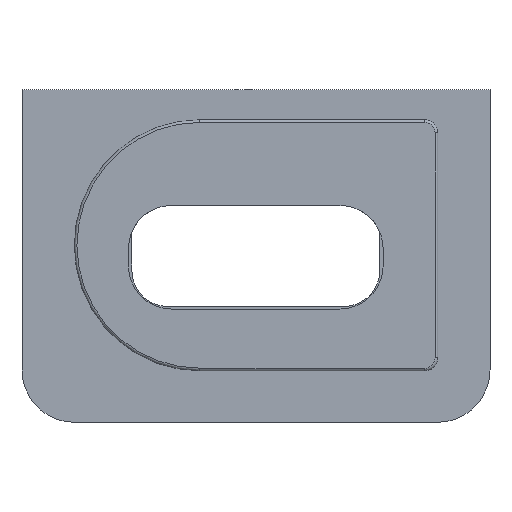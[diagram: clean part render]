
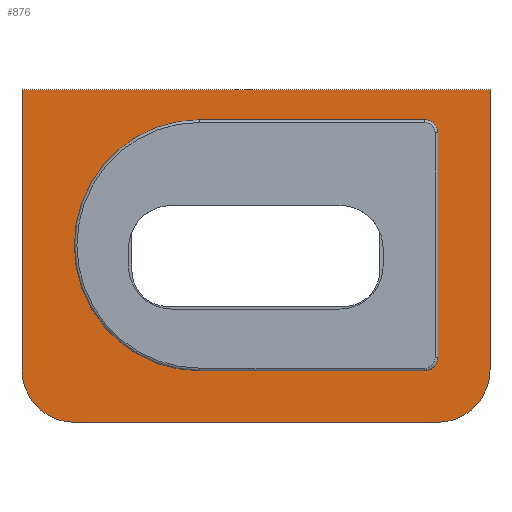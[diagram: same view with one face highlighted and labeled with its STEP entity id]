
A CAD part, front view. The second image highlights one B-rep face of the part: STEP entity #876.
In plain terms, the highlighted planar face has unit normal (0, -1, 0).
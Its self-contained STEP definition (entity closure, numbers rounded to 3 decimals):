
#16=FACE_BOUND('',#334,.T.);
#46=PLANE('',#962);
#57=LINE('',#1288,#144);
#119=LINE('',#1454,#206);
#120=LINE('',#1456,#207);
#123=LINE('',#1464,#210);
#126=LINE('',#1470,#213);
#129=LINE('',#1476,#216);
#133=LINE('',#1488,#220);
#144=VECTOR('',#1015,10.);
#206=VECTOR('',#1179,10.);
#207=VECTOR('',#1182,10.);
#210=VECTOR('',#1187,10.);
#213=VECTOR('',#1192,10.);
#216=VECTOR('',#1197,10.);
#220=VECTOR('',#1209,10.);
#284=FACE_OUTER_BOUND('',#333,.T.);
#333=EDGE_LOOP('',(#793,#794,#795,#796,#797,#798));
#334=EDGE_LOOP('',(#799,#800,#801,#802,#803,#804));
#349=CIRCLE('',#898,0.5);
#350=CIRCLE('',#901,4.8);
#369=CIRCLE('',#949,0.5);
#371=CIRCLE('',#957,2.);
#373=CIRCLE('',#961,2.);
#387=VERTEX_POINT('',#1280);
#388=VERTEX_POINT('',#1282);
#389=VERTEX_POINT('',#1286);
#390=VERTEX_POINT('',#1290);
#441=VERTEX_POINT('',#1448);
#442=VERTEX_POINT('',#1450);
#445=VERTEX_POINT('',#1461);
#446=VERTEX_POINT('',#1463);
#448=VERTEX_POINT('',#1469);
#450=VERTEX_POINT('',#1475);
#452=VERTEX_POINT('',#1481);
#454=VERTEX_POINT('',#1487);
#474=EDGE_CURVE('',#388,#387,#349,.T.);
#477=EDGE_CURVE('',#387,#389,#57,.T.);
#479=EDGE_CURVE('',#389,#390,#350,.T.);
#557=EDGE_CURVE('',#442,#441,#369,.T.);
#559=EDGE_CURVE('',#441,#388,#119,.T.);
#560=EDGE_CURVE('',#390,#442,#120,.T.);
#563=EDGE_CURVE('',#446,#445,#123,.T.);
#566=EDGE_CURVE('',#448,#446,#126,.T.);
#569=EDGE_CURVE('',#450,#448,#129,.T.);
#572=EDGE_CURVE('',#452,#450,#371,.T.);
#575=EDGE_CURVE('',#454,#452,#133,.T.);
#578=EDGE_CURVE('',#445,#454,#373,.T.);
#793=ORIENTED_EDGE('',*,*,#578,.T.);
#794=ORIENTED_EDGE('',*,*,#575,.T.);
#795=ORIENTED_EDGE('',*,*,#572,.T.);
#796=ORIENTED_EDGE('',*,*,#569,.T.);
#797=ORIENTED_EDGE('',*,*,#566,.T.);
#798=ORIENTED_EDGE('',*,*,#563,.T.);
#799=ORIENTED_EDGE('',*,*,#557,.T.);
#800=ORIENTED_EDGE('',*,*,#559,.T.);
#801=ORIENTED_EDGE('',*,*,#474,.T.);
#802=ORIENTED_EDGE('',*,*,#477,.T.);
#803=ORIENTED_EDGE('',*,*,#479,.T.);
#804=ORIENTED_EDGE('',*,*,#560,.T.);
#876=ADVANCED_FACE('',(#284,#16),#46,.T.);
#898=AXIS2_PLACEMENT_3D('',#1283,#1009,#1010);
#901=AXIS2_PLACEMENT_3D('',#1292,#1019,#1020);
#949=AXIS2_PLACEMENT_3D('',#1451,#1174,#1175);
#957=AXIS2_PLACEMENT_3D('',#1482,#1203,#1204);
#961=AXIS2_PLACEMENT_3D('',#1492,#1215,#1216);
#962=AXIS2_PLACEMENT_3D('',#1493,#1217,#1218);
#1009=DIRECTION('center_axis',(0.,1.,0.));
#1010=DIRECTION('ref_axis',(0.,0.,-1.));
#1015=DIRECTION('',(-1.,0.,0.));
#1019=DIRECTION('center_axis',(0.,1.,0.));
#1020=DIRECTION('ref_axis',(0.002,0.,1.));
#1174=DIRECTION('center_axis',(0.,1.,0.));
#1175=DIRECTION('ref_axis',(1.,0.,0.));
#1179=DIRECTION('',(0.,0.,-1.));
#1182=DIRECTION('',(1.,0.,0.));
#1187=DIRECTION('',(0.,0.,-1.));
#1192=DIRECTION('',(-1.,0.,0.));
#1197=DIRECTION('',(0.,0.,1.));
#1203=DIRECTION('center_axis',(0.,-1.,0.));
#1204=DIRECTION('ref_axis',(0.,0.,-1.));
#1209=DIRECTION('',(1.,0.,0.));
#1215=DIRECTION('center_axis',(0.,-1.,0.));
#1216=DIRECTION('ref_axis',(-1.,0.,0.));
#1217=DIRECTION('center_axis',(0.,-1.,0.));
#1218=DIRECTION('ref_axis',(1.,0.,0.));
#1280=CARTESIAN_POINT('',(60.111,-22.171,-10.24));
#1282=CARTESIAN_POINT('',(60.611,-22.171,-9.74));
#1283=CARTESIAN_POINT('Origin',(60.111,-22.171,-9.74));
#1286=CARTESIAN_POINT('',(51.511,-22.171,-10.24));
#1288=CARTESIAN_POINT('',(52.586,-22.171,-10.24));
#1290=CARTESIAN_POINT('',(51.501,-22.171,-0.64));
#1292=CARTESIAN_POINT('Origin',(51.511,-22.171,-5.44));
#1448=CARTESIAN_POINT('',(60.611,-22.171,-1.14));
#1450=CARTESIAN_POINT('',(60.111,-22.171,-0.64));
#1451=CARTESIAN_POINT('Origin',(60.111,-22.171,-1.14));
#1454=CARTESIAN_POINT('',(60.611,-22.171,-7.795));
#1456=CARTESIAN_POINT('',(56.886,-22.171,-0.64));
#1461=CARTESIAN_POINT('',(44.711,-22.171,-10.21));
#1463=CARTESIAN_POINT('',(44.711,-22.171,0.51));
#1464=CARTESIAN_POINT('',(44.711,-22.171,-10.21));
#1469=CARTESIAN_POINT('',(62.611,-22.171,0.51));
#1470=CARTESIAN_POINT('',(44.711,-22.171,0.51));
#1475=CARTESIAN_POINT('',(62.611,-22.171,-10.21));
#1476=CARTESIAN_POINT('',(62.611,-22.171,0.51));
#1481=CARTESIAN_POINT('',(60.611,-22.171,-12.21));
#1482=CARTESIAN_POINT('Origin',(60.611,-22.171,-10.21));
#1487=CARTESIAN_POINT('',(46.711,-22.171,-12.21));
#1488=CARTESIAN_POINT('',(60.611,-22.171,-12.21));
#1492=CARTESIAN_POINT('Origin',(46.711,-22.171,-10.21));
#1493=CARTESIAN_POINT('Origin',(53.661,-22.171,-5.85));
